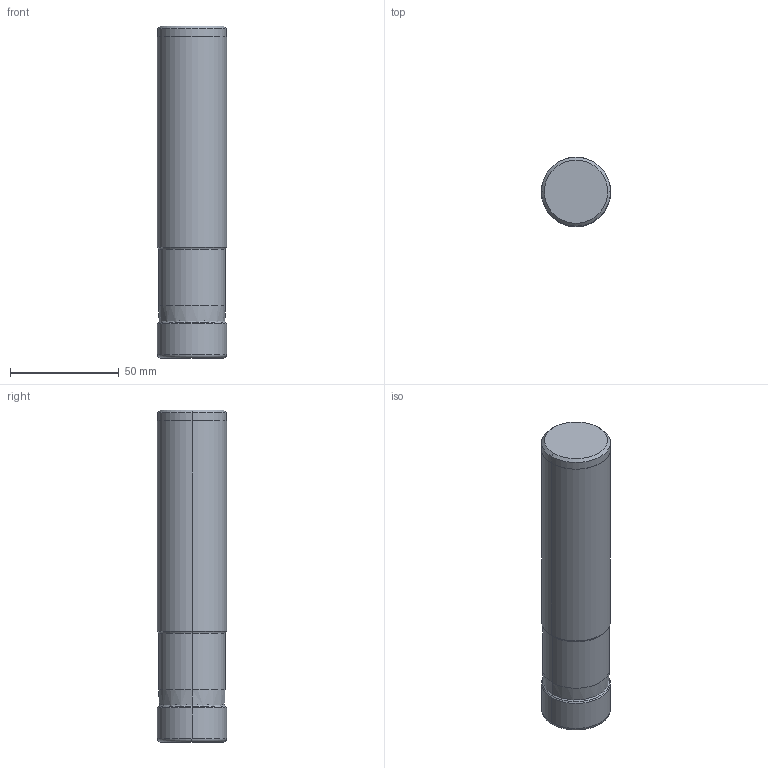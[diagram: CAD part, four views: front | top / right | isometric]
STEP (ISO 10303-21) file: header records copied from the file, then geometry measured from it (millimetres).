
FILE_DESCRIPTION(/* description */ (''),/* implementation_level */ '2;1');
FILE_NAME(/* name */ 'BXD4000R202SA20S_IR0_063.stp',/* time_stamp */ '2023-03-06T12:41:39+09:00',/* author */ (''),/* organization */ (''),/* preprocessor_version */ 'ST-DEVELOPER v16',/* originating_system */ 'SIEMENS PLM Software NX 10.0',/* authorisation */ '');
FILE_SCHEMA (('AUTOMOTIVE_DESIGN { 1 0 10303 214 3 1 1 1 }'));
Length unit declared in the file: millimetre
Products named in the file (1): BXD4000R202SA20S_IR0_063_ASM_2_ASM
Bounding box: 31.75 x 31.75 x 152.4 mm (x, y, z)
Volume: 126655.2 mm3; surface area: 19938.6 mm2
Topology: 2 solids, 2 shells, 55 faces, 123 edges, 89 vertices
Faces by surface type: cone 32, torus 10, cylinder 8, plane 5
Entity records: 1637 total; most frequent: DIRECTION 319, CARTESIAN_POINT 245, ORIENTED_EDGE 216, AXIS2_PLACEMENT_3D 133, EDGE_CURVE 108, CIRCLE 70, EDGE_LOOP 58, VERTEX_POINT 58
